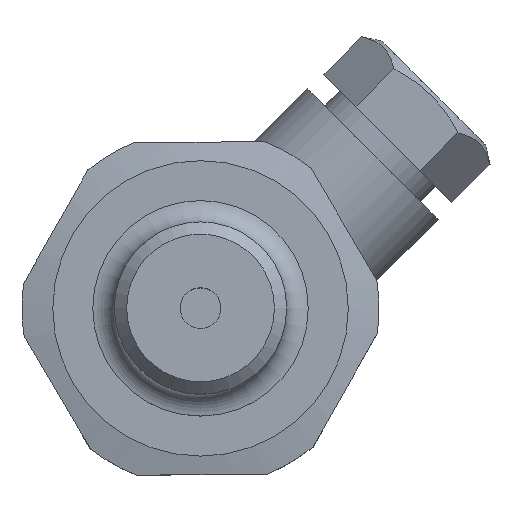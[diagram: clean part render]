
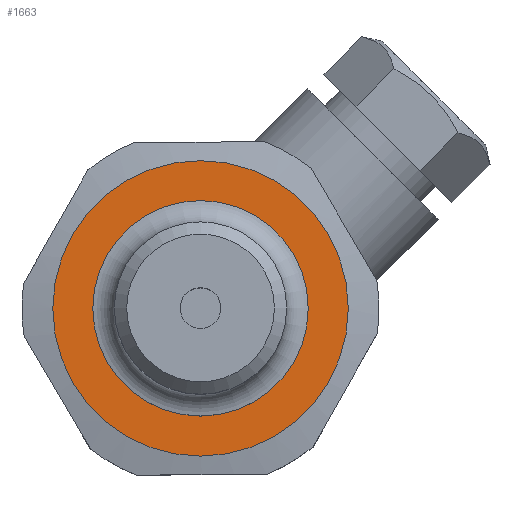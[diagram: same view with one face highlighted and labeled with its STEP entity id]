
A CAD part, top view. The second image highlights one B-rep face of the part: STEP entity #1663.
In plain terms, the highlighted planar face has unit normal (0, 0, 1).
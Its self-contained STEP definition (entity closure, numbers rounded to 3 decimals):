
#72 = PLANE ( 'NONE',  #4345 ) ;
#73 = CARTESIAN_POINT ( 'NONE',  ( 7.674, 13.568, 6.75 ) ) ;
#74 = DIRECTION ( 'NONE',  ( 0., 0., 1. ) ) ;
#75 = DIRECTION ( 'NONE',  ( 1., 0., 0. ) ) ;
#519 = CARTESIAN_POINT ( 'NONE',  ( 0., 0., 6.75 ) ) ;
#520 = DIRECTION ( 'NONE',  ( 0., 0., -1. ) ) ;
#521 = DIRECTION ( 'NONE',  ( -1., 0., 0. ) ) ;
#522 = CARTESIAN_POINT ( 'NONE',  ( 0., 0., 6.75 ) ) ;
#523 = DIRECTION ( 'NONE',  ( 0., 0., 1. ) ) ;
#524 = DIRECTION ( 'NONE',  ( 1., 0., 0. ) ) ;
#1269 = VERTEX_POINT ( 'NONE', #5184 ) ;
#1270 = VERTEX_POINT ( 'NONE', #5185 ) ;
#1557 = FACE_BOUND ( 'NONE', #3727, .T. ) ;
#1558 = FACE_OUTER_BOUND ( 'NONE', #3582, .T. ) ;
#1663 = ADVANCED_FACE ( 'NONE', ( #1557, #1558 ), #72, .T. ) ;
#1779 = EDGE_CURVE ( 'NONE', #1269, #1269, #4276, .T. ) ;
#1780 = EDGE_CURVE ( 'NONE', #1270, #1270, #4274, .T. ) ;
#2687 = ORIENTED_EDGE ( 'NONE', *, *, #1779, .F. ) ;
#2691 = ORIENTED_EDGE ( 'NONE', *, *, #1780, .F. ) ;
#3582 = EDGE_LOOP ( 'NONE', ( #2687 ) ) ;
#3727 = EDGE_LOOP ( 'NONE', ( #2691 ) ) ;
#4273 = AXIS2_PLACEMENT_3D ( 'NONE', #522, #523, #524 ) ;
#4274 = CIRCLE ( 'NONE', #4273, 8.75 ) ;
#4275 = AXIS2_PLACEMENT_3D ( 'NONE', #519, #520, #521 ) ;
#4276 = CIRCLE ( 'NONE', #4275, 12. ) ;
#4345 = AXIS2_PLACEMENT_3D ( 'NONE', #73, #74, #75 ) ;
#5184 = CARTESIAN_POINT ( 'NONE',  ( -12., 0., 6.75 ) ) ;
#5185 = CARTESIAN_POINT ( 'NONE',  ( 8.75, 0., 6.75 ) ) ;
